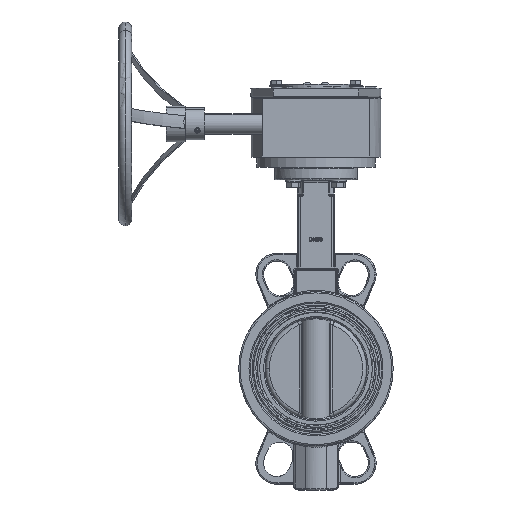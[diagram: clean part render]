
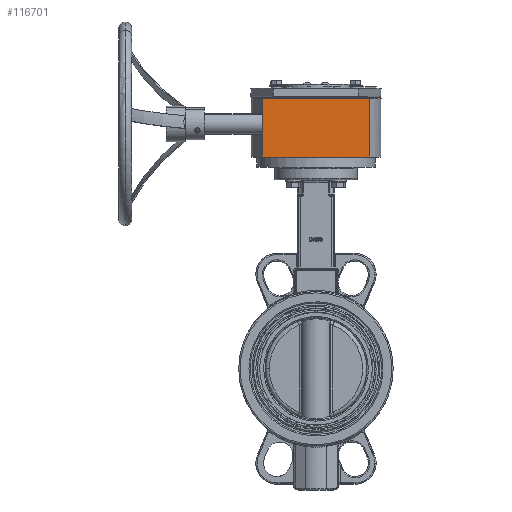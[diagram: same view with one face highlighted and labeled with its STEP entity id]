
A CAD part, front view. The second image highlights one B-rep face of the part: STEP entity #116701.
In plain terms, the highlighted planar face has unit normal (0, -1, 0).
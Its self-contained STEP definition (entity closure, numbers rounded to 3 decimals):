
#116662=CARTESIAN_POINT('',(0.,-72.,166.));
#116663=DIRECTION('',(0.,-1.,0.));
#116664=DIRECTION('',(-0.,-0.,-1.));
#116665=AXIS2_PLACEMENT_3D('',#116662,#116663,#116664);
#116666=PLANE('',#116665);
#116667=CARTESIAN_POINT('',(-42.,-72.,212.));
#116668=VERTEX_POINT('',#116667);
#116669=CARTESIAN_POINT('',(42.,-72.,212.));
#116670=VERTEX_POINT('',#116669);
#116671=CARTESIAN_POINT('',(-42.,-72.,212.));
#116672=DIRECTION('',(1.,0.,-0.));
#116673=VECTOR('',#116672,84.);
#116674=LINE('',#116671,#116673);
#116675=EDGE_CURVE('',#116668,#116670,#116674,.T.);
#116676=ORIENTED_EDGE('',*,*,#116675,.F.);
#116677=CARTESIAN_POINT('',(-42.,-72.,166.));
#116678=VERTEX_POINT('',#116677);
#116679=CARTESIAN_POINT('',(-42.,-72.,166.));
#116680=DIRECTION('',(0.,0.,1.));
#116681=VECTOR('',#116680,46.);
#116682=LINE('',#116679,#116681);
#116683=EDGE_CURVE('',#116678,#116668,#116682,.T.);
#116684=ORIENTED_EDGE('',*,*,#116683,.F.);
#116685=CARTESIAN_POINT('',(42.,-72.,166.));
#116686=VERTEX_POINT('',#116685);
#116687=CARTESIAN_POINT('',(-42.,-72.,166.));
#116688=DIRECTION('',(1.,0.,-0.));
#116689=VECTOR('',#116688,84.);
#116690=LINE('',#116687,#116689);
#116691=EDGE_CURVE('',#116678,#116686,#116690,.T.);
#116692=ORIENTED_EDGE('',*,*,#116691,.T.);
#116693=CARTESIAN_POINT('',(42.,-72.,166.));
#116694=DIRECTION('',(0.,0.,1.));
#116695=VECTOR('',#116694,46.);
#116696=LINE('',#116693,#116695);
#116697=EDGE_CURVE('',#116686,#116670,#116696,.T.);
#116698=ORIENTED_EDGE('',*,*,#116697,.T.);
#116699=EDGE_LOOP('',(#116676,#116684,#116692,#116698));
#116700=FACE_BOUND('',#116699,.T.);
#116701=ADVANCED_FACE('',(#116700),#116666,.T.);
